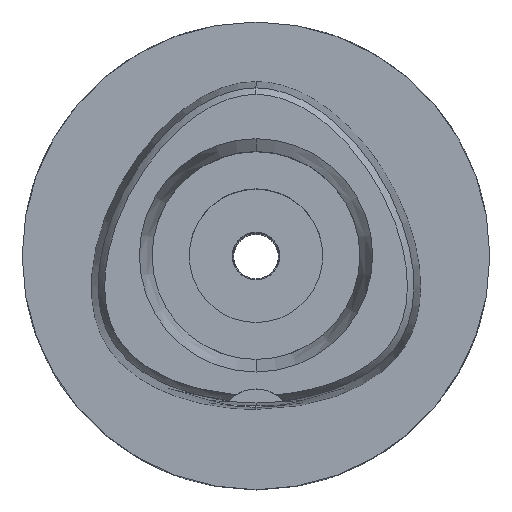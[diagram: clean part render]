
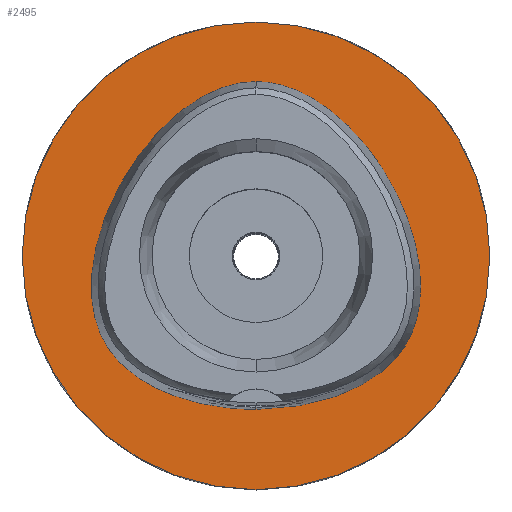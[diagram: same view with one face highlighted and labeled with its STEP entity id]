
A CAD part, top view. The second image highlights one B-rep face of the part: STEP entity #2495.
In plain terms, the highlighted planar face has unit normal (0, 0, 1).
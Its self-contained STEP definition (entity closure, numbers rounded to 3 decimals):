
#326=CARTESIAN_POINT('',(0.,0.,0.));
#327=DIRECTION('',(0.,0.,-1.));
#328=DIRECTION('',(0.,-1.,0.));
#329=AXIS2_PLACEMENT_3D('',#326,#327,#328);
#334=CARTESIAN_POINT('',(0.,0.,0.));
#335=DIRECTION('',(0.,0.,-1.));
#336=DIRECTION('',(0.,1.,0.));
#337=AXIS2_PLACEMENT_3D('',#334,#335,#336);
#342=CARTESIAN_POINT('',(0.,-20.675,0.));
#343=CARTESIAN_POINT('',(0.891,-20.675,0.));
#344=CARTESIAN_POINT('',(2.643,-20.609,
0.));
#345=CARTESIAN_POINT('',(5.22,-20.319,
0.));
#346=CARTESIAN_POINT('',(7.642,-19.857,0.));
#347=CARTESIAN_POINT('',(9.867,-19.252,0.));
#348=CARTESIAN_POINT('',(11.865,-18.534,0.));
#349=CARTESIAN_POINT('',(13.631,-17.733,0.));
#350=CARTESIAN_POINT('',(15.172,-16.87,0.));
#351=CARTESIAN_POINT('',(16.505,-15.965,0.));
#352=CARTESIAN_POINT('',(17.65,-15.029,0.));
#353=CARTESIAN_POINT('',(18.626,-14.068,0.));
#354=CARTESIAN_POINT('',(19.452,-13.088,0.));
#355=CARTESIAN_POINT('',(20.144,-12.087,0.));
#356=CARTESIAN_POINT('',(20.724,-11.041,0.));
#357=CARTESIAN_POINT('',(21.216,-9.912,0.));
#358=CARTESIAN_POINT('',(21.623,-8.666,0.));
#359=CARTESIAN_POINT('',(21.932,-7.298,0.));
#360=CARTESIAN_POINT('',(22.132,-5.79,0.));
#361=CARTESIAN_POINT('',(22.205,-4.131,0.));
#362=CARTESIAN_POINT('',(22.129,-2.309,0.));
#363=CARTESIAN_POINT('',(21.879,-0.324,0.));
#364=CARTESIAN_POINT('',(21.433,1.816,0.));
#365=CARTESIAN_POINT('',(20.77,4.085,0.));
#366=CARTESIAN_POINT('',(19.882,6.437,0.));
#367=CARTESIAN_POINT('',(18.775,8.81,0.));
#368=CARTESIAN_POINT('',(17.475,11.126,0.));
#369=CARTESIAN_POINT('',(16.015,13.324,0.));
#370=CARTESIAN_POINT('',(14.446,15.339,0.));
#371=CARTESIAN_POINT('',(12.821,17.126,0.));
#372=CARTESIAN_POINT('',(11.186,18.664,0.));
#373=CARTESIAN_POINT('',(9.577,19.952,0.));
#374=CARTESIAN_POINT('',(8.019,21.002,0.));
#375=CARTESIAN_POINT('',(6.524,21.834,0.));
#376=CARTESIAN_POINT('',(5.097,22.473,0.));
#377=CARTESIAN_POINT('',(3.736,22.94,0.));
#378=CARTESIAN_POINT('',(2.436,23.256,0.));
#379=CARTESIAN_POINT('',(1.192,23.437,
0.));
#380=CARTESIAN_POINT('',(0.392,23.475,
0.));
#381=CARTESIAN_POINT('',(0.,23.475,
0.));
#386=CARTESIAN_POINT('',(0.,23.475,
0.));
#387=CARTESIAN_POINT('',(-0.392,23.475,
0.));
#388=CARTESIAN_POINT('',(-1.192,23.437,
0.));
#389=CARTESIAN_POINT('',(-2.436,23.256,
0.));
#390=CARTESIAN_POINT('',(-3.735,22.94,0.));
#391=CARTESIAN_POINT('',(-5.096,22.473,0.));
#392=CARTESIAN_POINT('',(-6.524,21.834,0.));
#393=CARTESIAN_POINT('',(-8.019,21.002,0.));
#394=CARTESIAN_POINT('',(-9.577,19.952,0.));
#395=CARTESIAN_POINT('',(-11.186,18.665,0.));
#396=CARTESIAN_POINT('',(-12.82,17.127,0.));
#397=CARTESIAN_POINT('',(-14.446,15.339,0.));
#398=CARTESIAN_POINT('',(-16.015,13.325,0.));
#399=CARTESIAN_POINT('',(-17.473,11.128,0.));
#400=CARTESIAN_POINT('',(-18.773,8.813,0.));
#401=CARTESIAN_POINT('',(-19.881,6.441,0.));
#402=CARTESIAN_POINT('',(-20.769,4.089,0.));
#403=CARTESIAN_POINT('',(-21.432,1.821,0.));
#404=CARTESIAN_POINT('',(-21.878,-0.319,0.));
#405=CARTESIAN_POINT('',(-22.128,-2.304,0.));
#406=CARTESIAN_POINT('',(-22.205,-4.125,0.));
#407=CARTESIAN_POINT('',(-22.133,-5.785,0.));
#408=CARTESIAN_POINT('',(-21.933,-7.293,0.));
#409=CARTESIAN_POINT('',(-21.624,-8.662,0.));
#410=CARTESIAN_POINT('',(-21.218,-9.907,0.));
#411=CARTESIAN_POINT('',(-20.726,-11.039,0.));
#412=CARTESIAN_POINT('',(-20.144,-12.086,0.));
#413=CARTESIAN_POINT('',(-19.452,-13.088,0.));
#414=CARTESIAN_POINT('',(-18.627,-14.067,0.));
#415=CARTESIAN_POINT('',(-17.651,-15.028,0.));
#416=CARTESIAN_POINT('',(-16.506,-15.964,0.));
#417=CARTESIAN_POINT('',(-15.174,-16.869,0.));
#418=CARTESIAN_POINT('',(-13.632,-17.732,0.));
#419=CARTESIAN_POINT('',(-11.866,-18.534,0.));
#420=CARTESIAN_POINT('',(-9.868,-19.252,0.));
#421=CARTESIAN_POINT('',(-7.643,-19.857,0.));
#422=CARTESIAN_POINT('',(-5.22,-20.319,
0.));
#423=CARTESIAN_POINT('',(-2.643,-20.609,
0.));
#424=CARTESIAN_POINT('',(-0.891,-20.675,0.));
#425=CARTESIAN_POINT('',(0.,-20.675,0.));
#1639=VERTEX_POINT('',#386);
#1640=VERTEX_POINT('',#425);
#1645=CARTESIAN_POINT('',(0.,-31.5,0.));
#1646=CARTESIAN_POINT('',(0.,31.5,0.));
#1647=VERTEX_POINT('',#1645);
#1648=VERTEX_POINT('',#1646);
#2479=CARTESIAN_POINT('',(0.,0.,0.));
#2480=DIRECTION('',(0.,0.,-1.));
#2481=DIRECTION('',(0.,-1.,0.));
#2482=AXIS2_PLACEMENT_3D('',#2479,#2480,#2481);
#2483=PLANE('',#2482);
#2485=ORIENTED_EDGE('',*,*,#2484,.T.);
#2487=ORIENTED_EDGE('',*,*,#2486,.T.);
#2488=EDGE_LOOP('',(#2485,#2487));
#2489=FACE_OUTER_BOUND('',#2488,.F.);
#2491=ORIENTED_EDGE('',*,*,#2490,.T.);
#2492=ORIENTED_EDGE('',*,*,#2462,.T.);
#2493=EDGE_LOOP('',(#2491,#2492));
#2494=FACE_BOUND('',#2493,.F.);
#330=CIRCLE('',#329,31.5);
#338=CIRCLE('',#337,31.5);
#382=B_SPLINE_CURVE_WITH_KNOTS('',3,(#342,#343,#344,#345,#346,#347,#348,#349,
#350,#351,#352,#353,#354,#355,#356,#357,#358,#359,#360,#361,#362,#363,#364,#365,
#366,#367,#368,#369,#370,#371,#372,#373,#374,#375,#376,#377,#378,#379,#380,
#381),.UNSPECIFIED.,.F.,.F.,(4,1,1,1,1,1,1,1,1,1,1,1,1,1,1,1,1,1,1,1,1,1,1,1,1,
1,1,1,1,1,1,1,1,1,1,1,1,4),(0.,0.027,0.054,
0.081,0.108,0.135,0.162,
0.189,0.216,0.243,0.27,
0.297,0.324,0.351,0.378,
0.405,0.432,0.459,0.486,
0.514,0.541,0.568,0.595,
0.622,0.649,0.676,0.703,
0.73,0.757,0.784,0.811,
0.838,0.865,0.892,0.919,
0.946,0.973,1.),.UNSPECIFIED.);
#426=B_SPLINE_CURVE_WITH_KNOTS('',3,(#386,#387,#388,#389,#390,#391,#392,#393,
#394,#395,#396,#397,#398,#399,#400,#401,#402,#403,#404,#405,#406,#407,#408,#409,
#410,#411,#412,#413,#414,#415,#416,#417,#418,#419,#420,#421,#422,#423,#424,
#425),.UNSPECIFIED.,.F.,.F.,(4,1,1,1,1,1,1,1,1,1,1,1,1,1,1,1,1,1,1,1,1,1,1,1,1,
1,1,1,1,1,1,1,1,1,1,1,1,4),(0.,0.027,0.054,
0.081,0.108,0.135,0.162,
0.189,0.216,0.243,0.27,
0.297,0.324,0.351,0.378,
0.405,0.432,0.459,0.486,
0.514,0.541,0.568,0.595,
0.622,0.649,0.676,0.703,
0.73,0.757,0.784,0.811,
0.838,0.865,0.892,0.919,
0.946,0.973,1.),.UNSPECIFIED.);
#2462=EDGE_CURVE('',#1639,#1640,#426,.T.);
#2484=EDGE_CURVE('',#1647,#1648,#330,.T.);
#2486=EDGE_CURVE('',#1648,#1647,#338,.T.);
#2490=EDGE_CURVE('',#1640,#1639,#382,.T.);
#2495=ADVANCED_FACE('',(#2489,#2494),#2483,.F.);
